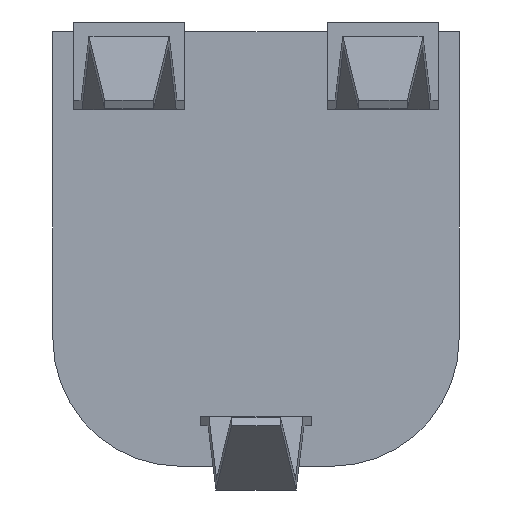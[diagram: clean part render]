
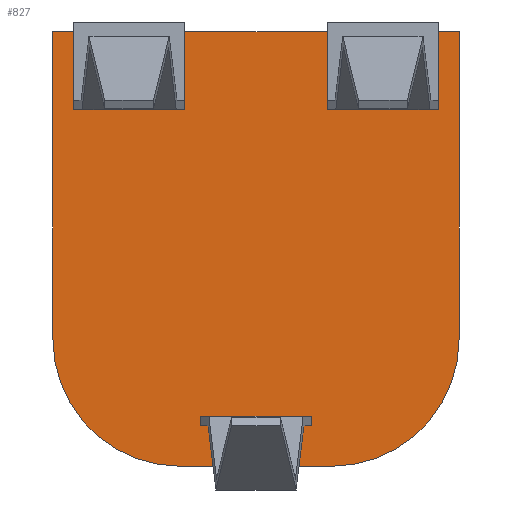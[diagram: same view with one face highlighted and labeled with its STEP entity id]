
A CAD part, front view. The second image highlights one B-rep face of the part: STEP entity #827.
In plain terms, the highlighted planar face has unit normal (0, -1, 0).
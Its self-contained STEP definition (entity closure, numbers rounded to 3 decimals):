
#90 = CARTESIAN_POINT ( 'NONE',  ( -3.2, -2., -1.425 ) ) ;
#150 = DIRECTION ( 'NONE',  ( -1., 0., 0. ) ) ;
#173 = CARTESIAN_POINT ( 'NONE',  ( 3.2, -2., 3.425 ) ) ;
#184 = LINE ( 'NONE', #1865, #1908 ) ;
#224 = CIRCLE ( 'NONE', #991, 2. ) ;
#238 = LINE ( 'NONE', #3664, #2576 ) ;
#256 = AXIS2_PLACEMENT_3D ( 'NONE', #2418, #1273, #2682 ) ;
#258 = CARTESIAN_POINT ( 'NONE',  ( -1.2, -2., -1.425 ) ) ;
#461 = ORIENTED_EDGE ( 'NONE', *, *, #664, .F. ) ;
#542 = DIRECTION ( 'NONE',  ( 0., 1., 0. ) ) ;
#664 = EDGE_CURVE ( 'NONE', #1272, #1864, #224, .T. ) ;
#680 = CARTESIAN_POINT ( 'NONE',  ( 3.2, -2., -1.425 ) ) ;
#683 = EDGE_CURVE ( 'NONE', #1864, #1855, #238, .T. ) ;
#827 = ADVANCED_FACE ( 'NONE', ( #848 ), #2268, .T. ) ;
#848 = FACE_OUTER_BOUND ( 'NONE', #1198, .T. ) ;
#851 = DIRECTION ( 'NONE',  ( 0., -1., 0. ) ) ;
#861 = VERTEX_POINT ( 'NONE', #1446 ) ;
#917 = ORIENTED_EDGE ( 'NONE', *, *, #1605, .F. ) ;
#991 = AXIS2_PLACEMENT_3D ( 'NONE', #258, #542, #2810 ) ;
#1109 = EDGE_CURVE ( 'NONE', #861, #1272, #1637, .T. ) ;
#1166 = DIRECTION ( 'NONE',  ( 0., 0., -1. ) ) ;
#1198 = EDGE_LOOP ( 'NONE', ( #3450, #3408, #461, #2157, #917, #3507 ) ) ;
#1272 = VERTEX_POINT ( 'NONE', #3651 ) ;
#1273 = DIRECTION ( 'NONE',  ( 0., 1., 0. ) ) ;
#1276 = DIRECTION ( 'NONE',  ( 0., 0., -1. ) ) ;
#1308 = DIRECTION ( 'NONE',  ( 1., 0., 0. ) ) ;
#1446 = CARTESIAN_POINT ( 'NONE',  ( 1.2, -2., -3.425 ) ) ;
#1605 = EDGE_CURVE ( 'NONE', #2377, #861, #3022, .T. ) ;
#1637 = LINE ( 'NONE', #2964, #3557 ) ;
#1855 = VERTEX_POINT ( 'NONE', #2343 ) ;
#1864 = VERTEX_POINT ( 'NONE', #90 ) ;
#1865 = CARTESIAN_POINT ( 'NONE',  ( 3.2, -2., 3.425 ) ) ;
#1908 = VECTOR ( 'NONE', #1308, 1000. ) ;
#2034 = VERTEX_POINT ( 'NONE', #3019 ) ;
#2157 = ORIENTED_EDGE ( 'NONE', *, *, #1109, .F. ) ;
#2268 = PLANE ( 'NONE',  #2324 ) ;
#2324 = AXIS2_PLACEMENT_3D ( 'NONE', #2546, #851, #1166 ) ;
#2343 = CARTESIAN_POINT ( 'NONE',  ( -3.2, -2., 3.425 ) ) ;
#2377 = VERTEX_POINT ( 'NONE', #680 ) ;
#2418 = CARTESIAN_POINT ( 'NONE',  ( 1.2, -2., -1.425 ) ) ;
#2539 = VECTOR ( 'NONE', #1276, 1000. ) ;
#2546 = CARTESIAN_POINT ( 'NONE',  ( -1.2, -2., -1.425 ) ) ;
#2576 = VECTOR ( 'NONE', #3366, 1000. ) ;
#2682 = DIRECTION ( 'NONE',  ( 0., 0., 1. ) ) ;
#2721 = LINE ( 'NONE', #173, #2539 ) ;
#2810 = DIRECTION ( 'NONE',  ( 0., 0., -1. ) ) ;
#2822 = EDGE_CURVE ( 'NONE', #2034, #2377, #2721, .T. ) ;
#2964 = CARTESIAN_POINT ( 'NONE',  ( -1.2, -2., -3.425 ) ) ;
#3019 = CARTESIAN_POINT ( 'NONE',  ( 3.2, -2., 3.425 ) ) ;
#3022 = CIRCLE ( 'NONE', #256, 2. ) ;
#3366 = DIRECTION ( 'NONE',  ( 0., 0., 1. ) ) ;
#3408 = ORIENTED_EDGE ( 'NONE', *, *, #683, .F. ) ;
#3450 = ORIENTED_EDGE ( 'NONE', *, *, #3611, .F. ) ;
#3507 = ORIENTED_EDGE ( 'NONE', *, *, #2822, .F. ) ;
#3557 = VECTOR ( 'NONE', #150, 1000. ) ;
#3611 = EDGE_CURVE ( 'NONE', #1855, #2034, #184, .T. ) ;
#3651 = CARTESIAN_POINT ( 'NONE',  ( -1.2, -2., -3.425 ) ) ;
#3664 = CARTESIAN_POINT ( 'NONE',  ( -3.2, -2., 3.425 ) ) ;
